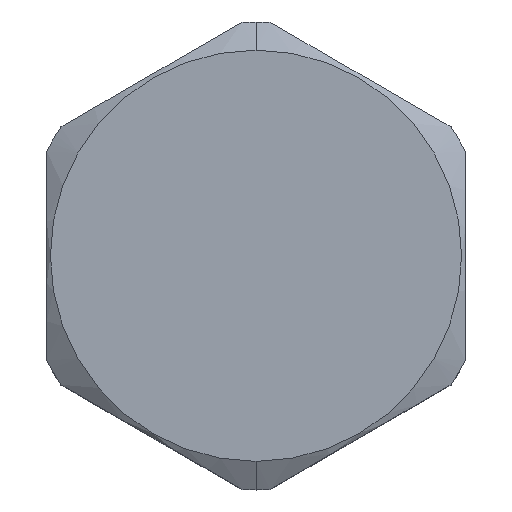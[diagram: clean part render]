
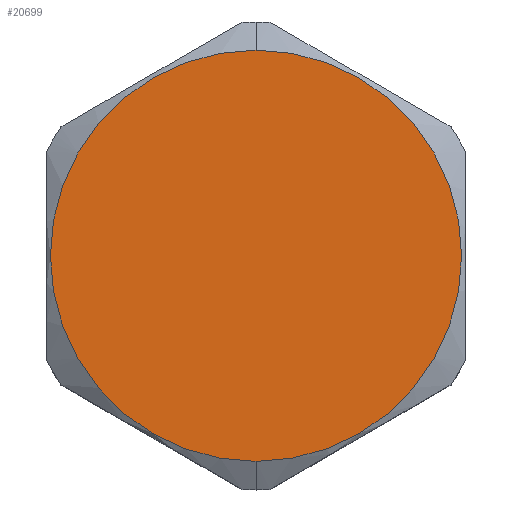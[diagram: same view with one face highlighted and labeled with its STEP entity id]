
A CAD part, top view. The second image highlights one B-rep face of the part: STEP entity #20699.
In plain terms, the highlighted planar face has unit normal (0, 0, 1).
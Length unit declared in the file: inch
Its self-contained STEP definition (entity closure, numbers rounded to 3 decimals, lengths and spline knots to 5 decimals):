
#7516=CARTESIAN_POINT('',(0.,0.,4.093));
#7517=DIRECTION('',(0.,0.,1.));
#7518=DIRECTION('',(0.,-1.,0.));
#7519=AXIS2_PLACEMENT_3D('',#7516,#7517,#7518);
#7521=CARTESIAN_POINT('',(0.,0.,4.093));
#7522=DIRECTION('',(0.,0.,1.));
#7523=DIRECTION('',(0.,1.,0.));
#7524=AXIS2_PLACEMENT_3D('',#7521,#7522,#7523);
#15081=CARTESIAN_POINT('',(0.,-0.43,4.093));
#15082=CARTESIAN_POINT('',(0.,0.43,4.093));
#15083=VERTEX_POINT('',#15081);
#15084=VERTEX_POINT('',#15082);
#20690=CARTESIAN_POINT('',(0.,0.,4.093));
#20691=DIRECTION('',(0.,0.,1.));
#20692=DIRECTION('',(0.,1.,0.));
#20693=AXIS2_PLACEMENT_3D('',#20690,#20691,#20692);
#20694=PLANE('',#20693);
#20695=ORIENTED_EDGE('',*,*,#20653,.F.);
#20696=ORIENTED_EDGE('',*,*,#20679,.F.);
#20697=EDGE_LOOP('',(#20695,#20696));
#20698=FACE_OUTER_BOUND('',#20697,.F.);
#20699=ADVANCED_FACE('',(#20698),#20694,.T.);
#7520=CIRCLE('',#7519,0.43);
#7525=CIRCLE('',#7524,0.43);
#20653=EDGE_CURVE('',#15083,#15084,#7520,.T.);
#20679=EDGE_CURVE('',#15084,#15083,#7525,.T.);
